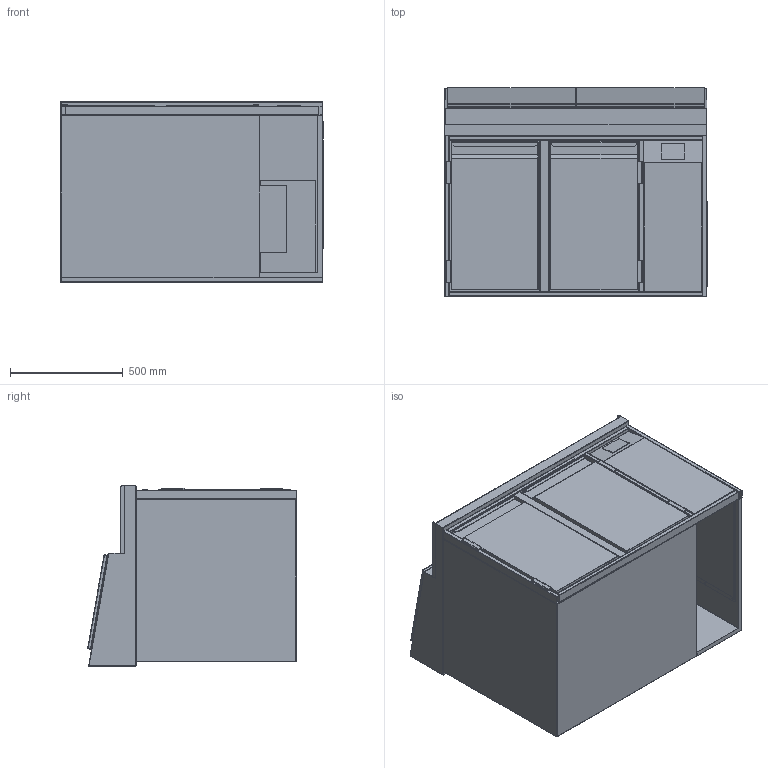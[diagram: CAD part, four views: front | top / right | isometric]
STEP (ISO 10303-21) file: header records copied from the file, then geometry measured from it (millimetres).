
FILE_DESCRIPTION (( 'STEP AP214' ), '1' );
FILE_NAME ('BLUZ-2-71-R-2T-V03_45.step', '2026-02-26T08:02:39', ( '' ), ( '' ), 'SwSTEP 2.0', 'SolidWorks 2023', '' );
FILE_SCHEMA (( 'AUTOMOTIVE_DESIGN' ));
Length unit declared in the file: millimetre
Products named in the file (12): 18-06-35404_TUER-385-655-R; 20-03-43319_G-BL-Einbauelement-Tür-400-660-710-R; 23-10-54633_G-BL-Korpus-880-760-710-R; 20-03-43318_G-KT-Rahmen-Tür-400-710; 20-03-43331_G-KT-Auflage-400-660-mit-Rost; 20-03-43319_G-BL-Einbauelement-Tür-400-660-710-L; 18-06-35404_TUER-385-655-L; 21-01-47515_G-BL-FRR-710-1160--880B-280; 20-03-43331_G-KT-Auflage-400-660-Ohne-Rost; BLUZ-2-71-R-2T-V03_45; 23-10-54635_Oberplatte-1160-BLU; 24-02-55011_G-BL-Fach-Z-R-280-760-710
Assembly tree (14 placements, depth 3):
  BLUZ-2-71-R-2T-V03_45
    23-10-54633_G-BL-Korpus-880-760-710-R
    21-01-47515_G-BL-FRR-710-1160--880B-280
    24-02-55011_G-BL-Fach-Z-R-280-760-710
    20-03-43319_G-BL-Einbauelement-Tür-400-660-710-L
      20-03-43318_G-KT-Rahmen-Tür-400-710
      18-06-35404_TUER-385-655-L
      20-03-43331_G-KT-Auflage-400-660-Ohne-Rost
      20-03-43331_G-KT-Auflage-400-660-mit-Rost
    20-03-43319_G-BL-Einbauelement-Tür-400-660-710-R
      20-03-43318_G-KT-Rahmen-Tür-400-710
      18-06-35404_TUER-385-655-R
      20-03-43331_G-KT-Auflage-400-660-Ohne-Rost
      20-03-43331_G-KT-Auflage-400-660-mit-Rost
    23-10-54635_Oberplatte-1160-BLU
Bounding box: 1161 x 924.27 x 800 mm (x, y, z)
Volume: 193601338.3 mm3; surface area: 15726522.1 mm2
Topology: 31 solids, 31 shells, 1745 faces, 4630 edges, 2906 vertices
Faces by surface type: cylinder 1068, plane 556, sphere 57, torus 34, bspline 30
Entity records: 38798 total; most frequent: CARTESIAN_POINT 7399, DIRECTION 6703, ORIENTED_EDGE 6202, EDGE_CURVE 3101, AXIS2_PLACEMENT_3D 2499, VERTEX_POINT 1943, VECTOR 1705, LINE 1705
